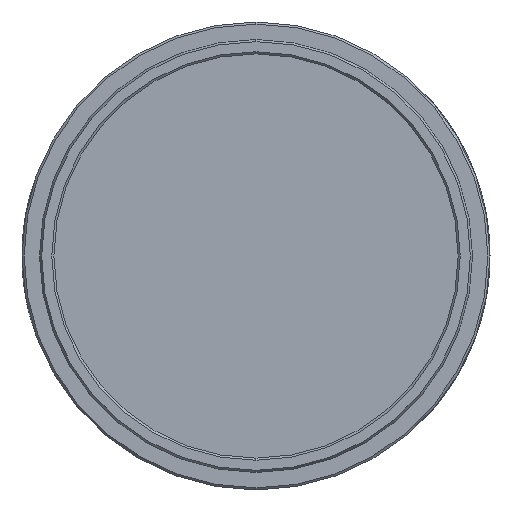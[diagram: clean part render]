
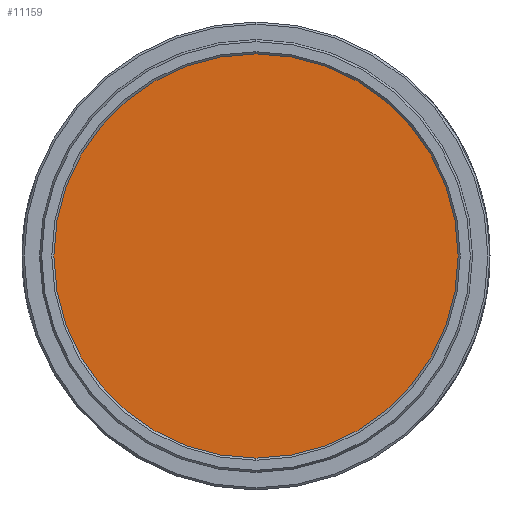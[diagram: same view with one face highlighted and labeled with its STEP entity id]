
A CAD part, left-side view. The second image highlights one B-rep face of the part: STEP entity #11159.
In plain terms, the highlighted planar face has unit normal (-1, 0, 0).
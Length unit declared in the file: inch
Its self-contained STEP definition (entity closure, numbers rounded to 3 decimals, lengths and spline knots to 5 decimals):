
#1491 = CARTESIAN_POINT ( 'NONE',  ( -0.205, 0., -1. ) ) ;
#2101 = DIRECTION ( 'NONE',  ( 1., 0., 0. ) ) ;
#3118 = DIRECTION ( 'NONE',  ( 1., 0., 0. ) ) ;
#3308 = AXIS2_PLACEMENT_3D ( 'NONE', #10451, #3118, #11680 ) ;
#4692 = DIRECTION ( 'NONE',  ( 1., 0., 0. ) ) ;
#6915 = VERTEX_POINT ( 'NONE', #1491 ) ;
#8011 = AXIS2_PLACEMENT_3D ( 'NONE', #14458, #4692, #13284 ) ;
#8350 = CARTESIAN_POINT ( 'NONE',  ( -0.205, 0., 1. ) ) ;
#8635 = FACE_OUTER_BOUND ( 'NONE', #12736, .T. ) ;
#8864 = ORIENTED_EDGE ( 'NONE', *, *, #12493, .F. ) ;
#9134 = AXIS2_PLACEMENT_3D ( 'NONE', #9420, #2101, #10664 ) ;
#9299 = VERTEX_POINT ( 'NONE', #8350 ) ;
#9420 = CARTESIAN_POINT ( 'NONE',  ( -0.205, 0., 0. ) ) ;
#10451 = CARTESIAN_POINT ( 'NONE',  ( -0.205, 0., 0. ) ) ;
#10576 = EDGE_CURVE ( 'NONE', #6915, #9299, #11347, .T. ) ;
#10664 = DIRECTION ( 'NONE',  ( 0., 0., -1. ) ) ;
#11159 = ADVANCED_FACE ( 'NONE', ( #8635 ), #12039, .F. ) ;
#11347 = CIRCLE ( 'NONE', #9134, 1. ) ;
#11680 = DIRECTION ( 'NONE',  ( 0., 0., -1. ) ) ;
#12039 = PLANE ( 'NONE',  #8011 ) ;
#12493 = EDGE_CURVE ( 'NONE', #9299, #6915, #13309, .T. ) ;
#12736 = EDGE_LOOP ( 'NONE', ( #15285, #8864 ) ) ;
#13284 = DIRECTION ( 'NONE',  ( 0., 0., -1. ) ) ;
#13309 = CIRCLE ( 'NONE', #3308, 1. ) ;
#14458 = CARTESIAN_POINT ( 'NONE',  ( -0.205, 0., 0. ) ) ;
#15285 = ORIENTED_EDGE ( 'NONE', *, *, #10576, .F. ) ;
